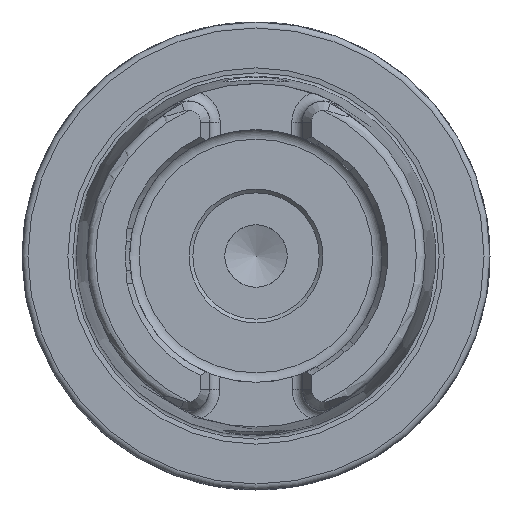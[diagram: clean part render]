
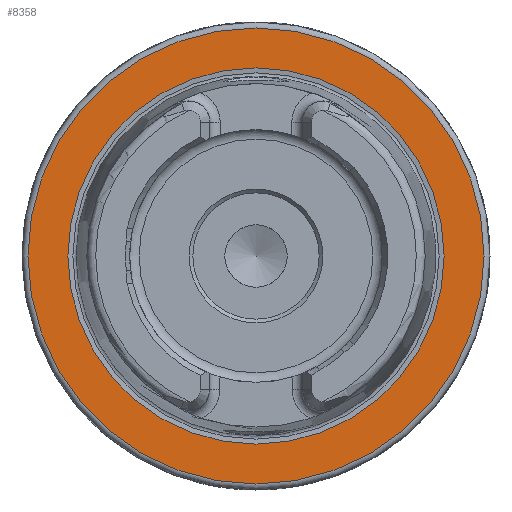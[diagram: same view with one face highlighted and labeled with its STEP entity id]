
A CAD part, left-side view. The second image highlights one B-rep face of the part: STEP entity #8358.
In plain terms, the highlighted planar face has unit normal (-1, 0, 0).
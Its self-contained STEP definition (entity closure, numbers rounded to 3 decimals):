
#31 = VERTEX_POINT ( 'NONE', #1279 ) ;
#819 = EDGE_LOOP ( 'NONE', ( #6985 ) ) ;
#849 = FACE_OUTER_BOUND ( 'NONE', #6340, .T. ) ;
#1217 = DIRECTION ( 'NONE',  ( 0., 0., -1. ) ) ;
#1230 = ORIENTED_EDGE ( 'NONE', *, *, #2521, .T. ) ;
#1279 = CARTESIAN_POINT ( 'NONE',  ( 0., 0., 25.324 ) ) ;
#1296 = FACE_BOUND ( 'NONE', #819, .T. ) ;
#2521 = EDGE_CURVE ( 'NONE', #6498, #6498, #5004, .T. ) ;
#3230 = CARTESIAN_POINT ( 'NONE',  ( 0., 0., 0. ) ) ;
#3264 = CARTESIAN_POINT ( 'NONE',  ( 0., 30.7, 0. ) ) ;
#3518 = AXIS2_PLACEMENT_3D ( 'NONE', #3230, #6850, #8211 ) ;
#3566 = EDGE_CURVE ( 'NONE', #31, #31, #6371, .T. ) ;
#4688 = DIRECTION ( 'NONE',  ( 0., 0., 1. ) ) ;
#5004 = CIRCLE ( 'NONE', #7472, 30.7 ) ;
#5319 = DIRECTION ( 'NONE',  ( -1., 0., 0. ) ) ;
#6148 = AXIS2_PLACEMENT_3D ( 'NONE', #3264, #6922, #1217 ) ;
#6258 = PLANE ( 'NONE',  #6148 ) ;
#6261 = CARTESIAN_POINT ( 'NONE',  ( 0., 0., 30.7 ) ) ;
#6340 = EDGE_LOOP ( 'NONE', ( #1230 ) ) ;
#6371 = CIRCLE ( 'NONE', #3518, 25.324 ) ;
#6498 = VERTEX_POINT ( 'NONE', #6261 ) ;
#6850 = DIRECTION ( 'NONE',  ( -1., 0., 0. ) ) ;
#6922 = DIRECTION ( 'NONE',  ( 1., 0., 0. ) ) ;
#6985 = ORIENTED_EDGE ( 'NONE', *, *, #3566, .F. ) ;
#7472 = AXIS2_PLACEMENT_3D ( 'NONE', #9088, #5319, #4688 ) ;
#8211 = DIRECTION ( 'NONE',  ( 0., 0., 1. ) ) ;
#8358 = ADVANCED_FACE ( 'NONE', ( #1296, #849 ), #6258, .F. ) ;
#9088 = CARTESIAN_POINT ( 'NONE',  ( 0., 0., 0. ) ) ;
